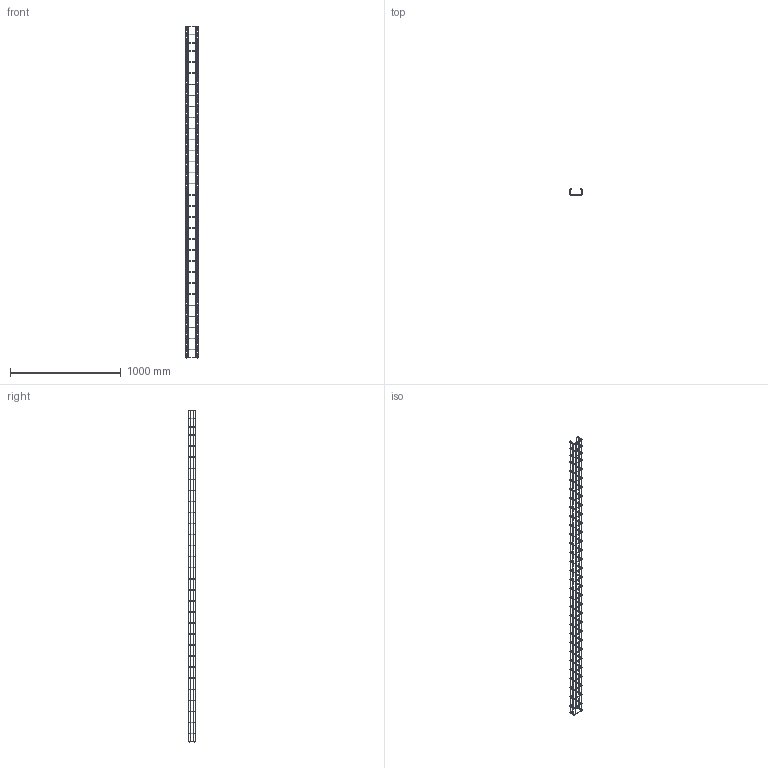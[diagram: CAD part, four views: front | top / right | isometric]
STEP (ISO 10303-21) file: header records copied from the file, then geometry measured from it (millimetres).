
FILE_DESCRIPTION(/* description */ (''),/* implementation_level */ '2;1');
FILE_NAME(/* name */ '6017436',/* time_stamp */ '2013-12-16T13:19:35+01:00',/* author */ (''),/* organization */ (''),/* preprocessor_version */ 'ST-DEVELOPER v15',/* originating_system */ '',/* authorisation */ '');
FILE_SCHEMA (('AUTOMOTIVE_DESIGN'));
Length unit declared in the file: millimetre
Products named in the file (1): Document
Bounding box: 116 x 66 x 3004.4 mm (x, y, z)
Volume: 479476.5 mm3; surface area: 431958.7 mm2
Topology: 1 solids, 1 shells, 800 faces, 2424 edges, 1576 vertices
Faces by surface type: bspline 720, plane 80
Entity records: 73012 total; most frequent: CARTESIAN_POINT 59618, ORIENTED_EDGE 4848, EDGE_CURVE 2424, VERTEX_POINT 1576, EDGE_LOOP 1184, B_SPLINE_CURVE_WITH_KNOTS 1104, ADVANCED_FACE 800, FACE_OUTER_BOUND 800
